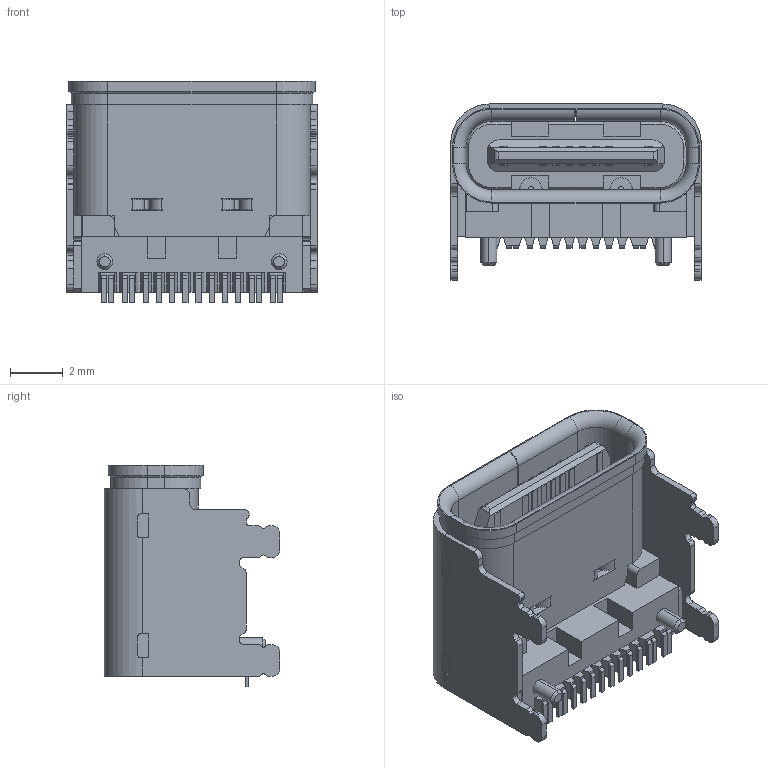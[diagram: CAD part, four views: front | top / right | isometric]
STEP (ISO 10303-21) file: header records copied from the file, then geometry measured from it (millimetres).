
FILE_DESCRIPTION (( 'STEP AP214' ), '1' );
FILE_NAME ('GT-USB-7016D.STEP', '2025-05-19T16:20:49', ( '' ), ( '' ), 'SwSTEP 2.0', 'SolidWorks 2021', '' );
FILE_SCHEMA (( 'AUTOMOTIVE_DESIGN' ));
Length unit declared in the file: millimetre
Products named in the file (1): GT-USB-7016D
Bounding box: 9.47 x 6.66 x 8.4 mm (x, y, z)
Volume: 204.5 mm3; surface area: 901.7 mm2
Topology: 35 solids, 35 shells, 843 faces, 2163 edges, 1389 vertices
Faces by surface type: plane 602, cylinder 206, torus 21, cone 14
Entity records: 25906 total; most frequent: CARTESIAN_POINT 4773, ORIENTED_EDGE 4326, DIRECTION 4254, EDGE_CURVE 2163, VECTOR 1686, LINE 1686, VERTEX_POINT 1389, AXIS2_PLACEMENT_3D 1284
